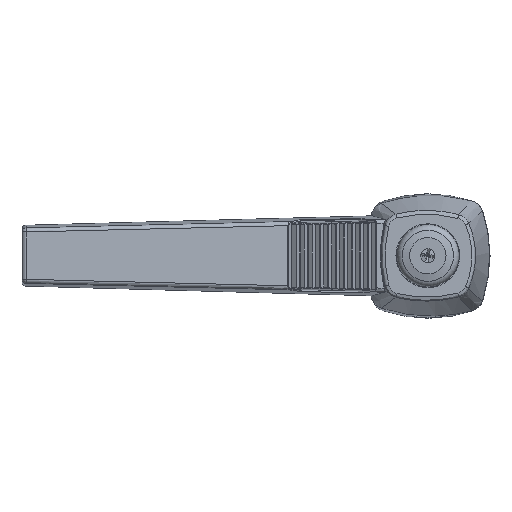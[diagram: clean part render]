
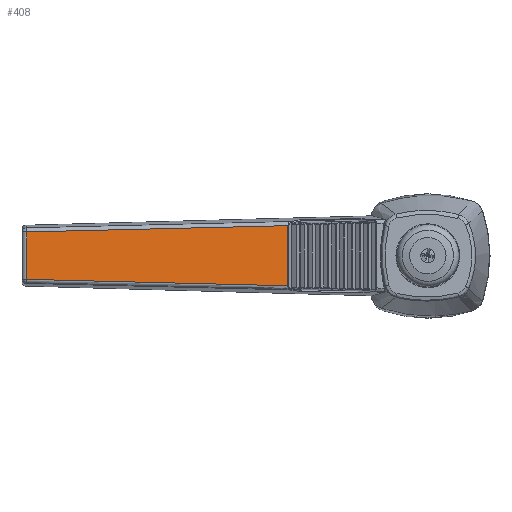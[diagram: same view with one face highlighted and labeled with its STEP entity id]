
A CAD part, top view. The second image highlights one B-rep face of the part: STEP entity #408.
In plain terms, the highlighted planar face has unit normal (0.167, 0, 0.986).
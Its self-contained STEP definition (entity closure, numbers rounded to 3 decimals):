
#408 = ADVANCED_FACE( '', ( #863 ), #864, .T. );
#863 = FACE_OUTER_BOUND( '', #1673, .T. );
#864 = PLANE( '', #1674 );
#1673 = EDGE_LOOP( '', ( #6557, #6558, #6559, #6560 ) );
#1674 = AXIS2_PLACEMENT_3D( '', #6561, #6562, #6563 );
#6557 = ORIENTED_EDGE( '', *, *, #8161, .T. );
#6558 = ORIENTED_EDGE( '', *, *, #8162, .T. );
#6559 = ORIENTED_EDGE( '', *, *, #8163, .T. );
#6560 = ORIENTED_EDGE( '', *, *, #8164, .T. );
#6561 = CARTESIAN_POINT( '', ( -7.346, 9., 38.229 ) );
#6562 = DIRECTION( '', ( 0.167, 0., 0.986 ) );
#6563 = DIRECTION( '', ( 0.986, 0., -0.167 ) );
#8161 = EDGE_CURVE( '', #8995, #8996, #8997, .T. );
#8162 = EDGE_CURVE( '', #8996, #8998, #8999, .T. );
#8163 = EDGE_CURVE( '', #8998, #8964, #9000, .T. );
#8164 = EDGE_CURVE( '', #8964, #8995, #9001, .F. );
#8964 = VERTEX_POINT( '', #10431 );
#8995 = VERTEX_POINT( '', #10515 );
#8996 = VERTEX_POINT( '', #10516 );
#8997 = B_SPLINE_CURVE_WITH_KNOTS( '', 3, ( #10517, #10518, #10519, #10520, #10521, #10522, #10523, #10524 ), .UNSPECIFIED., .F., .F., ( 4, 2, 2, 4 ), ( 0., 0.016, 0.033, 0.066 ), .UNSPECIFIED. );
#8998 = VERTEX_POINT( '', #10525 );
#8999 = LINE( '', #10526, #10527 );
#9000 = B_SPLINE_CURVE_WITH_KNOTS( '', 3, ( #10528, #10529, #10530, #10531, #10532, #10533, #10534, #10535 ), .UNSPECIFIED., .F., .F., ( 4, 2, 2, 4 ), ( 0., 0.033, 0.049, 0.066 ), .UNSPECIFIED. );
#9001 = LINE( '', #10536, #10537 );
#10431 = CARTESIAN_POINT( '', ( -99.183, 5.857, 53.802 ) );
#10515 = CARTESIAN_POINT( '', ( -99.183, -5.857, 53.802 ) );
#10516 = CARTESIAN_POINT( '', ( -34.597, -7.427, 42.85 ) );
#10517 = CARTESIAN_POINT( '', ( -99.183, -5.857, 53.802 ) );
#10518 = CARTESIAN_POINT( '', ( -93.801, -5.986, 52.889 ) );
#10519 = CARTESIAN_POINT( '', ( -88.418, -6.116, 51.977 ) );
#10520 = CARTESIAN_POINT( '', ( -77.654, -6.377, 50.151 ) );
#10521 = CARTESIAN_POINT( '', ( -72.272, -6.508, 49.239 ) );
#10522 = CARTESIAN_POINT( '', ( -56.125, -6.901, 46.501 ) );
#10523 = CARTESIAN_POINT( '', ( -45.361, -7.163, 44.675 ) );
#10524 = CARTESIAN_POINT( '', ( -34.597, -7.427, 42.85 ) );
#10525 = CARTESIAN_POINT( '', ( -34.597, 7.427, 42.85 ) );
#10526 = CARTESIAN_POINT( '', ( -34.597, 9., 42.85 ) );
#10527 = VECTOR( '', #13713, 1000. );
#10528 = CARTESIAN_POINT( '', ( -34.597, 7.427, 42.85 ) );
#10529 = CARTESIAN_POINT( '', ( -45.361, 7.163, 44.675 ) );
#10530 = CARTESIAN_POINT( '', ( -56.125, 6.901, 46.501 ) );
#10531 = CARTESIAN_POINT( '', ( -72.272, 6.508, 49.239 ) );
#10532 = CARTESIAN_POINT( '', ( -77.654, 6.377, 50.151 ) );
#10533 = CARTESIAN_POINT( '', ( -88.418, 6.116, 51.977 ) );
#10534 = CARTESIAN_POINT( '', ( -93.801, 5.986, 52.889 ) );
#10535 = CARTESIAN_POINT( '', ( -99.183, 5.857, 53.802 ) );
#10536 = CARTESIAN_POINT( '', ( -99.183, -6.7, 53.802 ) );
#10537 = VECTOR( '', #13714, 1000. );
#13713 = DIRECTION( '', ( 0., 1., 0. ) );
#13714 = DIRECTION( '', ( 0., 1., 0. ) );
